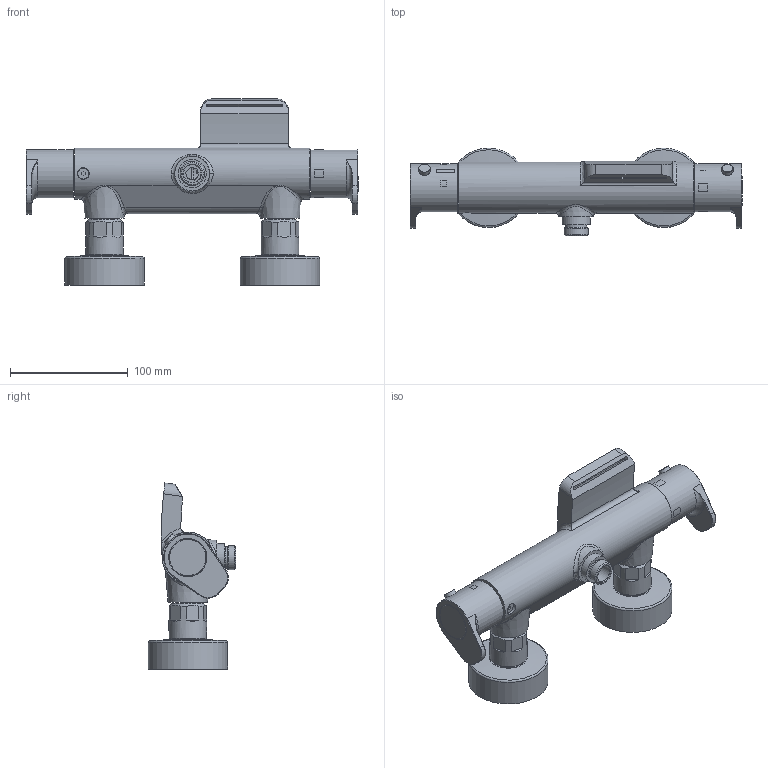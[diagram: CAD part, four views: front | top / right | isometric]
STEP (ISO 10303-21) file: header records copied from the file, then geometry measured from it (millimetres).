
FILE_DESCRIPTION (( 'STEP AP203' ), '1' );
FILE_NAME ('36CP02314.STEP', '2021-02-22T10:55:41', ( '' ), ( '' ), 'SwSTEP 2.0', 'SolidWorks 2018', '' );
FILE_SCHEMA (( 'CONFIG_CONTROL_DESIGN' ));
Length unit declared in the file: millimetre
Products named in the file (1): 36CP02314
Bounding box: 282.16 x 74.65 x 158.15 mm (x, y, z)
Volume: 262130 mm3; surface area: 166946.8 mm2
Topology: 13 solids, 13 shells, 848 faces, 2079 edges, 1277 vertices
Faces by surface type: bspline 271, cylinder 253, plane 228, cone 62, torus 30, sphere 4
Full cylindrical faces by diameter (mm): 3.1 x4, 3.3 x2, 4.15 x2, 4.65 x2, 5.8 x7, 6 x1, 9.8 x3, 10 x1, 10.1 x2, 15 x1, 16.4 x2, 18.3 x2, 19 x1, 19.5 x2, 20.65 x2, 21.25 x2, 21.5 x1, 24 x1, 24.5 x4, 25.599 x2, 28 x1, 28.599 x2, 29.6 x1, 30 x2, 30.999 x2, 31 x2, 31.5 x2, 31.599 x2, 32 x4, 32.5 x2
Entity records: 48316 total; most frequent: CARTESIAN_POINT 32122, ORIENTED_EDGE 3706, DIRECTION 2567, EDGE_CURVE 1853, VERTEX_POINT 1207, AXIS2_PLACEMENT_3D 1060, EDGE_LOOP 1046, FACE_OUTER_BOUND 926
